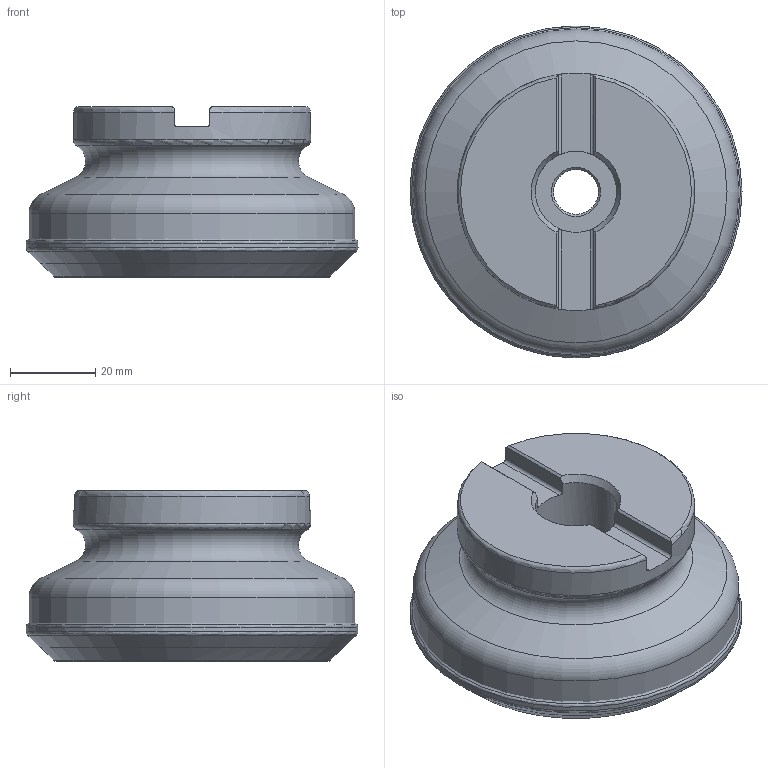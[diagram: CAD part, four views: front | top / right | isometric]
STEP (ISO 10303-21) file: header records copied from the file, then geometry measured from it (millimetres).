
FILE_DESCRIPTION(/* description */ (''),/* implementation_level */ '2;1');
FILE_NAME(/* name */ 'E-CATALOG-F45-SEKT12-D250Z6S075I.stp',/* time_stamp */ '2023-04-19T15:52:58+09:00',/* author */ (''),/* organization */ (''),/* preprocessor_version */ 'ST-DEVELOPER v16',/* originating_system */ 'SIEMENS PLM Software NX 10.0',/* authorisation */ '');
FILE_SCHEMA (('AP203_CONFIGURATION_CONTROLLED_3D_DESIGN_OF_MECHANICAL_PARTS_AND_ASSEMBLIES_MIM_LF { 1 0 10303 403 2 1 2}'));
Length unit declared in the file: millimetre
Products named in the file (1): 10224288F5CFco6s
Bounding box: 77.8 x 77.8 x 40 mm (x, y, z)
Volume: 111024.5 mm3; surface area: 26625.1 mm2
Topology: 1 solids, 2 shells, 66 faces, 197 edges, 154 vertices
Faces by surface type: revolution 21, plane 15, torus 13, cylinder 10, cone 6, bspline 1
Full cylindrical faces by diameter (mm): 10.5 x1, 17 x1, 19.05 x1, 19.85 x1, 55.626 x1, 76.368 x1
Entity records: 2176 total; most frequent: CARTESIAN_POINT 740, DIRECTION 269, ORIENTED_EDGE 210, EDGE_LOOP 112, AXIS2_PLACEMENT_3D 106, EDGE_CURVE 105, FACE_BOUND 92, VERTEX_POINT 85
